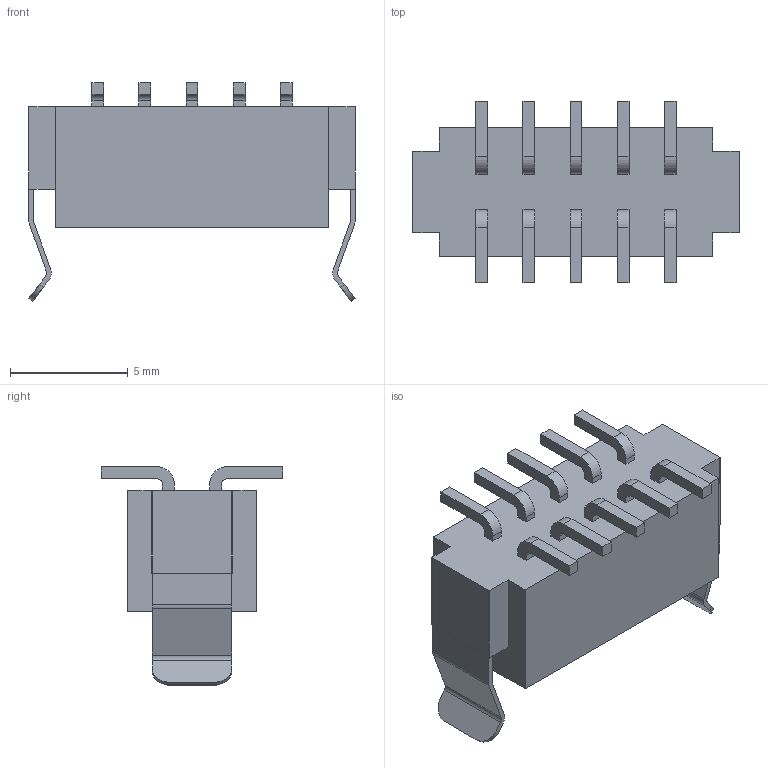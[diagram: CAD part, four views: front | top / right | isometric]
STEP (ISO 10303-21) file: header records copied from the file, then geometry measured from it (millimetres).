
FILE_DESCRIPTION (( 'STEP AP214' ), '1' );
FILE_NAME ('User Library-CON-420.STEP', '2019-05-15T13:55:23', ( '' ), ( '' ), 'SwSTEP 2.0', 'SolidWorks 2019', '' );
FILE_SCHEMA (( 'AUTOMOTIVE_DESIGN' ));
Length unit declared in the file: inch
Products named in the file (1): User Library-CON-420
Bounding box: 13.87 x 7.72 x 9.29 mm (x, y, z)
Volume: 215.7 mm3; surface area: 614.2 mm2
Topology: 1 solids, 1 shells, 201 faces, 500 edges, 322 vertices
Faces by surface type: plane 129, cylinder 52, torus 20
Entity records: 8222 total; most frequent: DIRECTION 1048, CARTESIAN_POINT 1024, ORIENTED_EDGE 1000, EDGE_CURVE 500, LINE 356, VECTOR 356, AXIS2_PLACEMENT_3D 346, VERTEX_POINT 322
